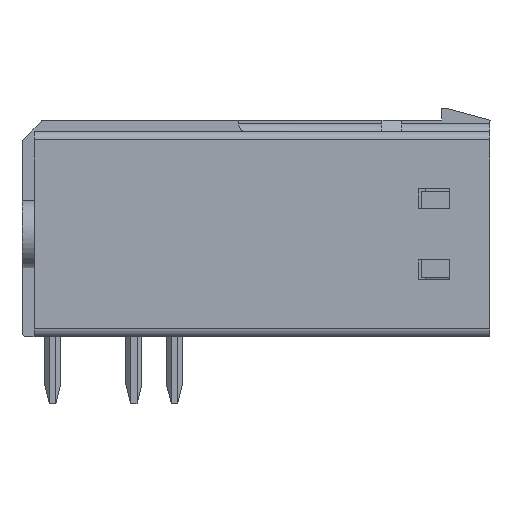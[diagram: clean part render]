
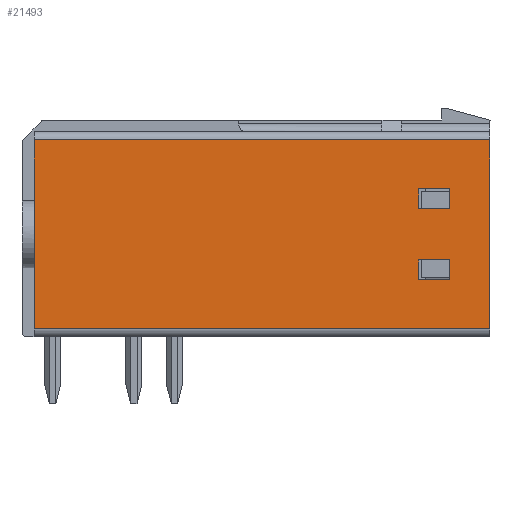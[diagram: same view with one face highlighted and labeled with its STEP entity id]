
A CAD part, left-side view. The second image highlights one B-rep face of the part: STEP entity #21493.
In plain terms, the highlighted planar face has unit normal (-1, 0, 0).
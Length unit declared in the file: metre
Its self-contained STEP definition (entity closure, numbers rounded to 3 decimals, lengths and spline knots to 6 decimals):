
#3867=ORIENTED_EDGE('',*,*,#8625,.F.);
#3868=ORIENTED_EDGE('',*,*,#8626,.F.);
#3869=ORIENTED_EDGE('',*,*,#8627,.F.);
#3870=ORIENTED_EDGE('',*,*,#8628,.T.);
#3871=ORIENTED_EDGE('',*,*,#8629,.F.);
#3872=ORIENTED_EDGE('',*,*,#8630,.F.);
#3873=ORIENTED_EDGE('',*,*,#8631,.F.);
#3874=ORIENTED_EDGE('',*,*,#8632,.T.);
#3875=ORIENTED_EDGE('',*,*,#8633,.F.);
#3876=ORIENTED_EDGE('',*,*,#8614,.T.);
#3877=ORIENTED_EDGE('',*,*,#8634,.T.);
#3878=ORIENTED_EDGE('',*,*,#8616,.T.);
#8614=EDGE_CURVE('',#11233,#11234,#13569,.T.);
#8616=EDGE_CURVE('',#11236,#11235,#13570,.T.);
#8625=EDGE_CURVE('',#11243,#11244,#13575,.T.);
#8626=EDGE_CURVE('',#11245,#11243,#13576,.T.);
#8627=EDGE_CURVE('',#11246,#11245,#13577,.T.);
#8628=EDGE_CURVE('',#11246,#11244,#13578,.T.);
#8629=EDGE_CURVE('',#11247,#11248,#13579,.T.);
#8630=EDGE_CURVE('',#11249,#11247,#13580,.T.);
#8631=EDGE_CURVE('',#11250,#11249,#13581,.T.);
#8632=EDGE_CURVE('',#11250,#11248,#13582,.T.);
#8633=EDGE_CURVE('',#11233,#11235,#13583,.T.);
#8634=EDGE_CURVE('',#11234,#11236,#13584,.T.);
#11233=VERTEX_POINT('',#32612);
#11234=VERTEX_POINT('',#32614);
#11235=VERTEX_POINT('',#32618);
#11236=VERTEX_POINT('',#32620);
#11243=VERTEX_POINT('',#32639);
#11244=VERTEX_POINT('',#32640);
#11245=VERTEX_POINT('',#32642);
#11246=VERTEX_POINT('',#32644);
#11247=VERTEX_POINT('',#32647);
#11248=VERTEX_POINT('',#32648);
#11249=VERTEX_POINT('',#32650);
#11250=VERTEX_POINT('',#32652);
#13569=LINE('',#32615,#16313);
#13570=LINE('',#32619,#16314);
#13575=LINE('',#32638,#16319);
#13576=LINE('',#32641,#16320);
#13577=LINE('',#32643,#16321);
#13578=LINE('',#32645,#16322);
#13579=LINE('',#32646,#16323);
#13580=LINE('',#32649,#16324);
#13581=LINE('',#32651,#16325);
#13582=LINE('',#32653,#16326);
#13583=LINE('',#32654,#16327);
#13584=LINE('',#32655,#16328);
#16313=VECTOR('',#26566,1.);
#16314=VECTOR('',#26571,1.);
#16319=VECTOR('',#26590,1.);
#16320=VECTOR('',#26591,1.);
#16321=VECTOR('',#26592,1.);
#16322=VECTOR('',#26593,1.);
#16323=VECTOR('',#26594,1.);
#16324=VECTOR('',#26595,1.);
#16325=VECTOR('',#26596,1.);
#16326=VECTOR('',#26597,1.);
#16327=VECTOR('',#26598,1.);
#16328=VECTOR('',#26599,1.);
#18273=EDGE_LOOP('',(#3867,#3868,#3869,#3870));
#18274=EDGE_LOOP('',(#3871,#3872,#3873,#3874));
#18275=EDGE_LOOP('',(#3875,#3876,#3877,#3878));
#19430=FACE_BOUND('',#18273,.T.);
#19431=FACE_BOUND('',#18274,.T.);
#19432=FACE_BOUND('',#18275,.T.);
#20417=PLANE('',#22925);
#21493=ADVANCED_FACE('',(#19430,#19431,#19432),#20417,.T.);
#22925=AXIS2_PLACEMENT_3D('',#32637,#26588,#26589);
#26566=DIRECTION('',(0.,-1.,0.));
#26571=DIRECTION('',(0.,1.,0.));
#26588=DIRECTION('',(-1.,0.,0.));
#26589=DIRECTION('',(0.,0.,1.));
#26590=DIRECTION('',(0.,0.,-1.));
#26591=DIRECTION('',(0.,1.,0.));
#26592=DIRECTION('',(0.,0.,1.));
#26593=DIRECTION('',(0.,1.,0.));
#26594=DIRECTION('',(0.,0.,1.));
#26595=DIRECTION('',(0.,-1.,0.));
#26596=DIRECTION('',(0.,0.,-1.));
#26597=DIRECTION('',(0.,-1.,0.));
#26598=DIRECTION('',(0.,0.,1.));
#26599=DIRECTION('',(0.,0.,1.));
#32612=CARTESIAN_POINT('',(-0.00805,0.0285,0.0005));
#32614=CARTESIAN_POINT('',(-0.00805,0.,0.0005));
#32615=CARTESIAN_POINT('',(-0.00805,0.0285,0.0005));
#32618=CARTESIAN_POINT('',(-0.00805,0.0285,0.0123));
#32619=CARTESIAN_POINT('',(-0.00805,0.,0.0123));
#32620=CARTESIAN_POINT('',(-0.00805,0.,0.0123));
#32637=CARTESIAN_POINT('',(-0.00805,0.029213,0.012595));
#32638=CARTESIAN_POINT('',(-0.00805,0.00445,0.00925));
#32639=CARTESIAN_POINT('',(-0.00805,0.00445,0.00925));
#32640=CARTESIAN_POINT('',(-0.00805,0.00445,0.008));
#32641=CARTESIAN_POINT('',(-0.00805,0.0025,0.00925));
#32642=CARTESIAN_POINT('',(-0.00805,0.0025,0.00925));
#32643=CARTESIAN_POINT('',(-0.00805,0.0025,0.008));
#32644=CARTESIAN_POINT('',(-0.00805,0.0025,0.008));
#32645=CARTESIAN_POINT('',(-0.00805,0.029213,0.008));
#32646=CARTESIAN_POINT('',(-0.00805,0.0025,0.00355));
#32647=CARTESIAN_POINT('',(-0.00805,0.0025,0.00355));
#32648=CARTESIAN_POINT('',(-0.00805,0.0025,0.0048));
#32649=CARTESIAN_POINT('',(-0.00805,0.00445,0.00355));
#32650=CARTESIAN_POINT('',(-0.00805,0.00445,0.00355));
#32651=CARTESIAN_POINT('',(-0.00805,0.00445,0.0048));
#32652=CARTESIAN_POINT('',(-0.00805,0.00445,0.0048));
#32653=CARTESIAN_POINT('',(-0.00805,0.00445,0.0048));
#32654=CARTESIAN_POINT('',(-0.00805,0.0285,0.0005));
#32655=CARTESIAN_POINT('',(-0.00805,0.,0.0005));
